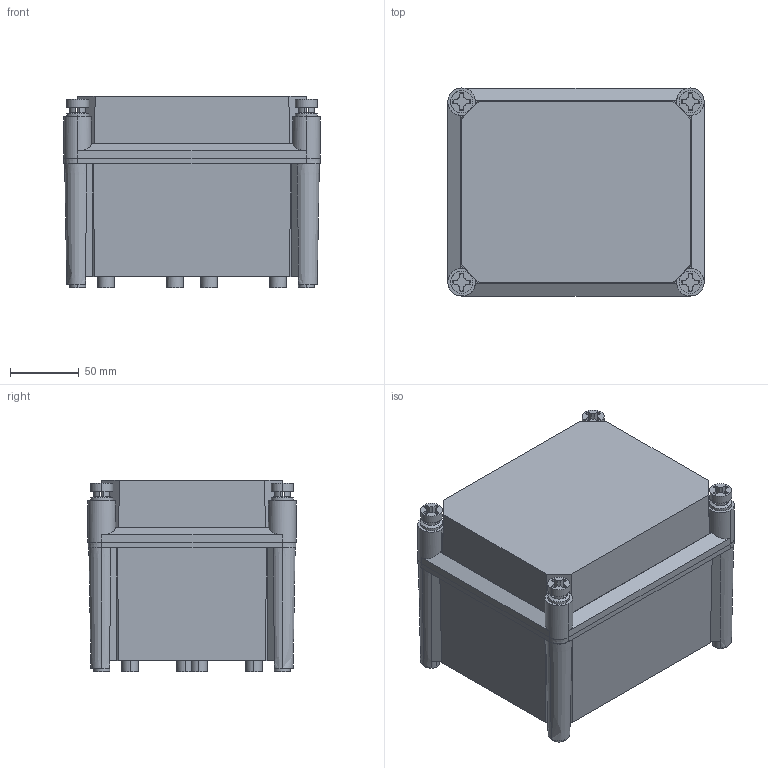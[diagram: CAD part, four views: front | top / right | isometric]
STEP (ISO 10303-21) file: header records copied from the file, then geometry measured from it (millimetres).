
FILE_DESCRIPTION(('CATIA V5R24 STEP','CAx-IF Rec.Pracs.--- Model Styling and Organization---1.2---2011-12-15'),'2;1');
FILE_NAME ('D1445902_0', '2018-08-21T08:58:23+00:00', ('Weidmueller Interface'), ('Weidmueller'), 'CATIA Version 5-6 Release 2014 SP4 HF52', 'CATIA V5 STEP AP214', 'none');
FILE_SCHEMA(('AUTOMOTIVE_DESIGN { 1 0 10303 214 1 1 1 1 }'));
Length unit declared in the file: millimetre
Products named in the file (1): 49924_TBF_191514
Bounding box: 186 x 151 x 139 mm (x, y, z)
Volume: 549463.6 mm3; surface area: 310766.5 mm2
Topology: 14 solids, 14 shells, 753 faces, 1942 edges, 1266 vertices
Faces by surface type: plane 357, cylinder 336, cone 60
Entity records: 25040 total; most frequent: CARTESIAN_POINT 7003, ORIENTED_EDGE 3884, DIRECTION 3230, EDGE_CURVE 1942, AXIS2_PLACEMENT_3D 1437, VERTEX_POINT 1266, VECTOR 1041, LINE 1041
